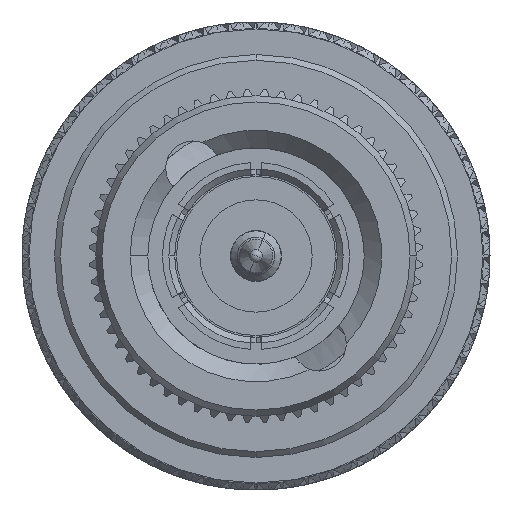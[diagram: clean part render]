
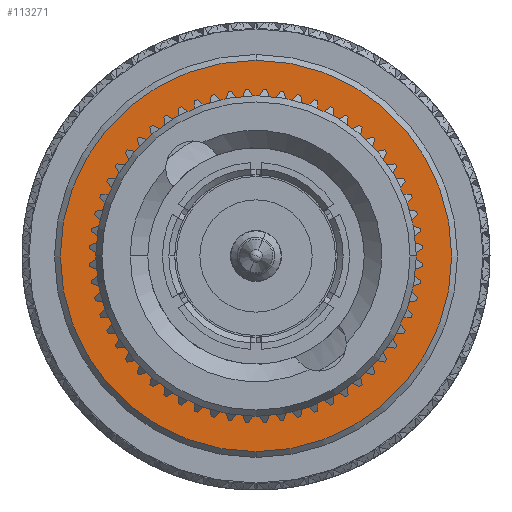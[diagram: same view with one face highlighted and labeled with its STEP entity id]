
A CAD part, left-side view. The second image highlights one B-rep face of the part: STEP entity #113271.
In plain terms, the highlighted face is planar.
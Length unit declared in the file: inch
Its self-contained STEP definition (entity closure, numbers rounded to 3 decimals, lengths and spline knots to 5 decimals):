
#535 = DIRECTION ( 'NONE',  ( 0., 1., 0. ) ) ;
#2885 = CARTESIAN_POINT ( 'NONE',  ( 0.80224, -0.33446, 0. ) ) ;
#5515 = ORIENTED_EDGE ( 'NONE', *, *, #223636, .T. ) ;
#5567 = FACE_BOUND ( 'NONE', #235619, .T. ) ;
#25354 = CIRCLE ( 'NONE', #37422, 0.33446 ) ;
#37422 = AXIS2_PLACEMENT_3D ( 'NONE', #179469, #202153, #160598 ) ;
#38920 = EDGE_CURVE ( 'NONE', #172259, #192091, #217903, .T. ) ;
#41808 = DIRECTION ( 'NONE',  ( -1., 0., 0. ) ) ;
#45995 = FACE_OUTER_BOUND ( 'NONE', #227413, .T. ) ;
#60973 = DIRECTION ( 'NONE',  ( 0., 1., 0. ) ) ;
#62145 = VERTEX_POINT ( 'NONE', #2885 ) ;
#63684 = DIRECTION ( 'NONE',  ( 0., 1., 0. ) ) ;
#64931 = DIRECTION ( 'NONE',  ( 1., 0., 0. ) ) ;
#72723 = AXIS2_PLACEMENT_3D ( 'NONE', #79935, #160650, #60973 ) ;
#72759 = CARTESIAN_POINT ( 'NONE',  ( 0.80224, 0.33446, 0. ) ) ;
#79935 = CARTESIAN_POINT ( 'NONE',  ( 0.80224, 0., 0. ) ) ;
#82672 = PLANE ( 'NONE',  #136669 ) ;
#104522 = AXIS2_PLACEMENT_3D ( 'NONE', #214691, #41808, #116324 ) ;
#112087 = ORIENTED_EDGE ( 'NONE', *, *, #125615, .T. ) ;
#113271 = ADVANCED_FACE ( 'NONE', ( #5567, #45995 ), #82672, .T. ) ;
#116324 = DIRECTION ( 'NONE',  ( 0., 1., 0. ) ) ;
#125615 = EDGE_CURVE ( 'NONE', #62145, #173493, #230810, .T. ) ;
#126437 = EDGE_CURVE ( 'NONE', #173493, #62145, #25354, .T. ) ;
#134032 = AXIS2_PLACEMENT_3D ( 'NONE', #232829, #193691, #535 ) ;
#136669 = AXIS2_PLACEMENT_3D ( 'NONE', #236624, #64931, #63684 ) ;
#141282 = CARTESIAN_POINT ( 'NONE',  ( 0.80224, -0.16669, 0. ) ) ;
#160598 = DIRECTION ( 'NONE',  ( 0., 1., 0. ) ) ;
#160650 = DIRECTION ( 'NONE',  ( -1., 0., 0. ) ) ;
#172259 = VERTEX_POINT ( 'NONE', #141282 ) ;
#173493 = VERTEX_POINT ( 'NONE', #72759 ) ;
#179469 = CARTESIAN_POINT ( 'NONE',  ( 0.80224, 0., 0. ) ) ;
#184846 = CARTESIAN_POINT ( 'NONE',  ( 0.80224, 0.16669, 0. ) ) ;
#192091 = VERTEX_POINT ( 'NONE', #184846 ) ;
#193691 = DIRECTION ( 'NONE',  ( 1., 0., 0. ) ) ;
#202153 = DIRECTION ( 'NONE',  ( 1., 0., 0. ) ) ;
#206589 = ORIENTED_EDGE ( 'NONE', *, *, #126437, .T. ) ;
#214691 = CARTESIAN_POINT ( 'NONE',  ( 0.80224, 0., 0. ) ) ;
#217903 = CIRCLE ( 'NONE', #72723, 0.16669 ) ;
#223636 = EDGE_CURVE ( 'NONE', #192091, #172259, #237482, .T. ) ;
#227413 = EDGE_LOOP ( 'NONE', ( #112087, #206589 ) ) ;
#227582 = ORIENTED_EDGE ( 'NONE', *, *, #38920, .T. ) ;
#230810 = CIRCLE ( 'NONE', #134032, 0.33446 ) ;
#232829 = CARTESIAN_POINT ( 'NONE',  ( 0.80224, 0., 0. ) ) ;
#235619 = EDGE_LOOP ( 'NONE', ( #5515, #227582 ) ) ;
#236624 = CARTESIAN_POINT ( 'NONE',  ( 0.80224, 0.34446, 0. ) ) ;
#237482 = CIRCLE ( 'NONE', #104522, 0.16669 ) ;
